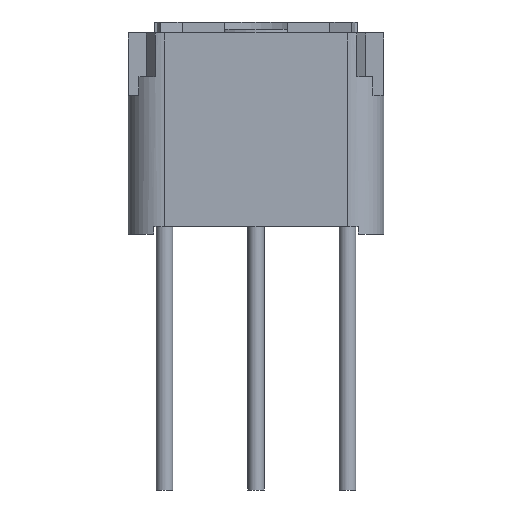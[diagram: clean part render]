
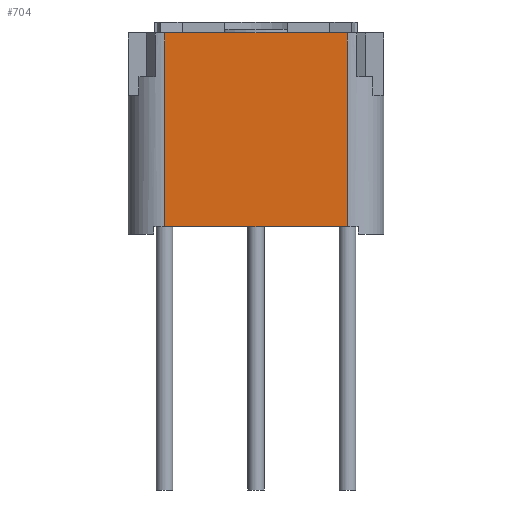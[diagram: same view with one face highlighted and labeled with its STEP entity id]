
A CAD part, front view. The second image highlights one B-rep face of the part: STEP entity #704.
In plain terms, the highlighted planar face has unit normal (0, -1, 0).
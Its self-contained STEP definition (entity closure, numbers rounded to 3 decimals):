
#140 = VERTEX_POINT('',#141);
#141 = CARTESIAN_POINT('',(2.5,-4.8,0.3));
#148 = EDGE_CURVE('',#149,#140,#151,.T.);
#149 = VERTEX_POINT('',#150);
#150 = CARTESIAN_POINT('',(-2.5,-4.8,0.3));
#151 = LINE('',#152,#153);
#152 = CARTESIAN_POINT('',(-2.5,-4.8,0.3));
#153 = VECTOR('',#154,1.);
#154 = DIRECTION('',(1.,0.,0.));
#685 = VERTEX_POINT('',#686);
#686 = CARTESIAN_POINT('',(2.5,-4.8,5.6));
#693 = EDGE_CURVE('',#685,#140,#694,.T.);
#694 = LINE('',#695,#696);
#695 = CARTESIAN_POINT('',(2.5,-4.8,5.6));
#696 = VECTOR('',#697,1.);
#697 = DIRECTION('',(0.,0.,-1.));
#704 = ADVANCED_FACE('',(#705),#723,.F.);
#705 = FACE_BOUND('',#706,.T.);
#706 = EDGE_LOOP('',(#707,#715,#716,#717));
#707 = ORIENTED_EDGE('',*,*,#708,.T.);
#708 = EDGE_CURVE('',#709,#149,#711,.T.);
#709 = VERTEX_POINT('',#710);
#710 = CARTESIAN_POINT('',(-2.5,-4.8,5.6));
#711 = LINE('',#712,#713);
#712 = CARTESIAN_POINT('',(-2.5,-4.8,5.6));
#713 = VECTOR('',#714,1.);
#714 = DIRECTION('',(0.,0.,-1.));
#715 = ORIENTED_EDGE('',*,*,#148,.T.);
#716 = ORIENTED_EDGE('',*,*,#693,.F.);
#717 = ORIENTED_EDGE('',*,*,#718,.F.);
#718 = EDGE_CURVE('',#709,#685,#719,.T.);
#719 = LINE('',#720,#721);
#720 = CARTESIAN_POINT('',(-2.5,-4.8,5.6));
#721 = VECTOR('',#722,1.);
#722 = DIRECTION('',(1.,0.,0.));
#723 = PLANE('',#724);
#724 = AXIS2_PLACEMENT_3D('',#725,#726,#727);
#725 = CARTESIAN_POINT('',(-2.5,-4.8,5.6));
#726 = DIRECTION('',(0.,1.,0.));
#727 = DIRECTION('',(0.,0.,1.));
